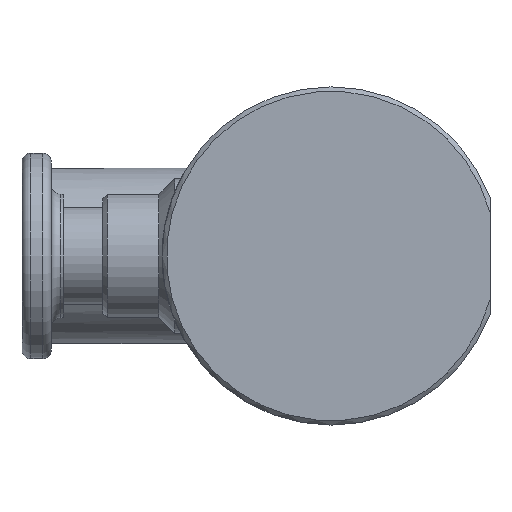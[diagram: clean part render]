
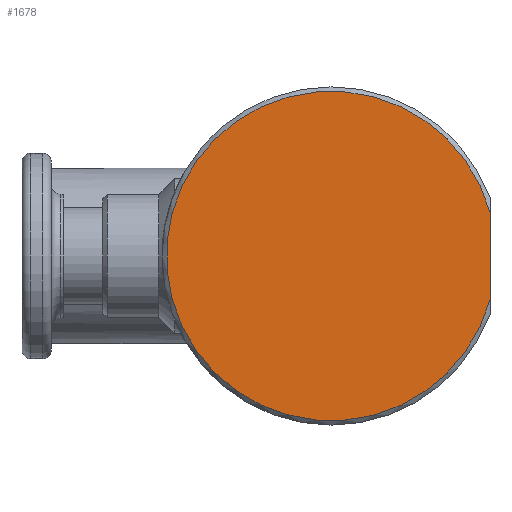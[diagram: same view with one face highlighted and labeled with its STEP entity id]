
A CAD part, left-side view. The second image highlights one B-rep face of the part: STEP entity #1678.
In plain terms, the highlighted planar face has unit normal (-1, 0, 0).
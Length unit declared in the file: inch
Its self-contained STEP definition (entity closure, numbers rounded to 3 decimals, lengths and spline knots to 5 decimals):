
#34=LINE('',#2537,#115);
#115=VECTOR('',#1981,0.29665);
#434=FACE_OUTER_BOUND('',#578,.T.);
#578=EDGE_LOOP('',(#1500,#1501));
#684=CIRCLE('',#1866,0.56);
#720=VERTEX_POINT('',#2535);
#721=VERTEX_POINT('',#2536);
#888=EDGE_CURVE('',#720,#721,#34,.T.);
#1075=EDGE_CURVE('',#720,#721,#684,.T.);
#1500=ORIENTED_EDGE('',*,*,#888,.T.);
#1501=ORIENTED_EDGE('',*,*,#1075,.F.);
#1582=PLANE('',#1865);
#1678=ADVANCED_FACE('',(#434),#1582,.T.);
#1865=AXIS2_PLACEMENT_3D('',#3164,#2312,#2313);
#1866=AXIS2_PLACEMENT_3D('',#3165,#2314,#2315);
#1981=DIRECTION('',(0.,0.,1.));
#2312=DIRECTION('center_axis',(-1.,0.,0.));
#2313=DIRECTION('ref_axis',(0.,0.,1.));
#2314=DIRECTION('center_axis',(1.,0.,0.));
#2315=DIRECTION('ref_axis',(0.,1.,0.));
#2535=CARTESIAN_POINT('',(0.,-0.54,-0.14832));
#2536=CARTESIAN_POINT('',(0.,-0.54,0.14832));
#2537=CARTESIAN_POINT('',(0.,-0.54,0.));
#3164=CARTESIAN_POINT('Origin',(0.,0.28,0.));
#3165=CARTESIAN_POINT('Origin',(0.,0.,0.));
